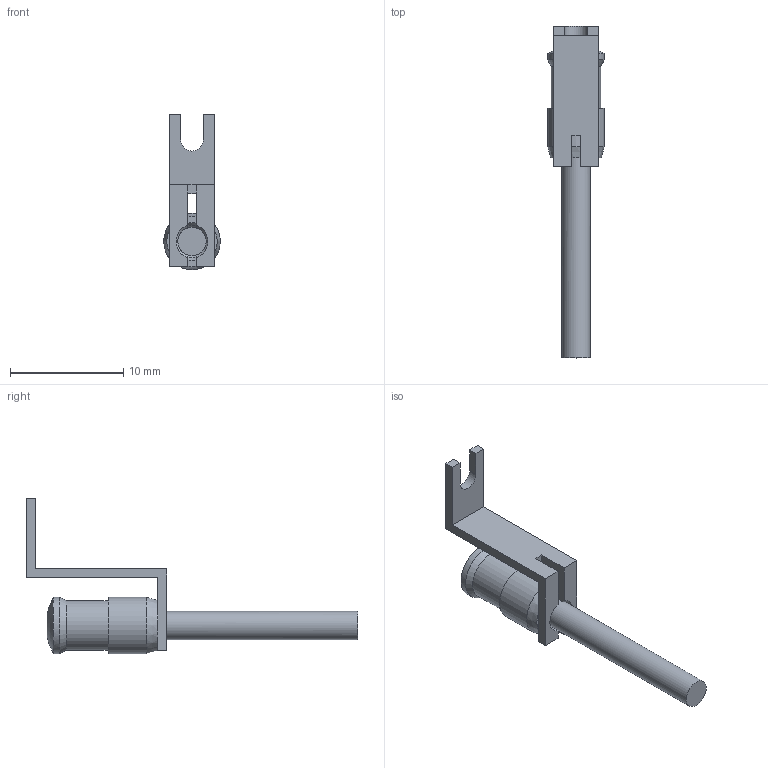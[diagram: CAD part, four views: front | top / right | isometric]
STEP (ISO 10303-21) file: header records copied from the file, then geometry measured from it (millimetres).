
FILE_DESCRIPTION(/* description */ (''),/* implementation_level */ '2;1');
FILE_NAME(/* name */ '100123836ugm000_b.stp',/* time_stamp */ '2016-09-26T14:56:58+02:00',/* author */ (''),/* organization */ (''),/* preprocessor_version */ 'ST-DEVELOPER v16',/* originating_system */ 'SIEMENS PLM Software NX 10.0',/* authorisation */ '');
FILE_SCHEMA (('AUTOMOTIVE_DESIGN { 1 0 10303 214 3 1 1 1 }'));
Length unit declared in the file: millimetre
Products named in the file (1): 100123836ugm000_b
Bounding box: 5 x 29.35 x 13.75 mm (x, y, z)
Volume: 305.7 mm3; surface area: 656.9 mm2
Topology: 1 solids, 1 shells, 64 faces, 182 edges, 116 vertices
Faces by surface type: plane 42, cylinder 14, cone 6, sphere 2
Full cylindrical faces by diameter (mm): 2.5 x1, 2.9 x1, 4.35 x1, 5 x2
Entity records: 2096 total; most frequent: CARTESIAN_POINT 398, DIRECTION 350, ORIENTED_EDGE 344, EDGE_CURVE 172, AXIS2_PLACEMENT_3D 121, VERTEX_POINT 116, LINE 108, VECTOR 108
